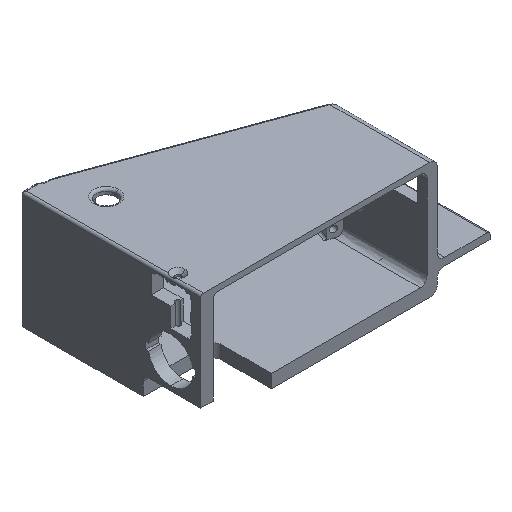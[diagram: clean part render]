
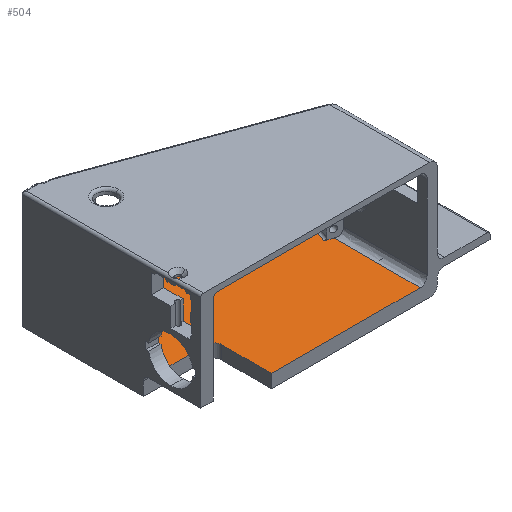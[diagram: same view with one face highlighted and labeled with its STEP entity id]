
A CAD part, isometric view. The second image highlights one B-rep face of the part: STEP entity #504.
In plain terms, the highlighted planar face has unit normal (0, 0, 1).
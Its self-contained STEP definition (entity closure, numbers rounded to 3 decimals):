
#150 = ORIENTED_EDGE ( 'NONE', *, *, #12943, .F. ) ;
#372 = CARTESIAN_POINT ( 'NONE',  ( 2., 21.5, 5.35 ) ) ;
#413 = LINE ( 'NONE', #6741, #1282 ) ;
#504 = ADVANCED_FACE ( 'NONE', ( #11287 ), #9301, .F. ) ;
#684 = ORIENTED_EDGE ( 'NONE', *, *, #9385, .F. ) ;
#802 = CARTESIAN_POINT ( 'NONE',  ( -9.39, 3.418, 5.35 ) ) ;
#803 = ORIENTED_EDGE ( 'NONE', *, *, #5424, .T. ) ;
#1172 = CARTESIAN_POINT ( 'NONE',  ( 23.5, 18.5, 5.35 ) ) ;
#1208 = EDGE_CURVE ( 'NONE', #13330, #8034, #7549, .T. ) ;
#1213 = VECTOR ( 'NONE', #8102, 1000. ) ;
#1266 = CARTESIAN_POINT ( 'NONE',  ( 82.473, 40.324, 5.35 ) ) ;
#1282 = VECTOR ( 'NONE', #4605, 1000. ) ;
#1323 = CARTESIAN_POINT ( 'NONE',  ( 15.583, 62.382, 5.35 ) ) ;
#1325 = DIRECTION ( 'NONE',  ( 0., 0., -1. ) ) ;
#1509 = EDGE_CURVE ( 'NONE', #10346, #3654, #2819, .T. ) ;
#1693 = VECTOR ( 'NONE', #6683, 1000. ) ;
#2036 = ORIENTED_EDGE ( 'NONE', *, *, #4176, .F. ) ;
#2148 = CARTESIAN_POINT ( 'NONE',  ( 83.306, 32.965, 5.35 ) ) ;
#2173 = EDGE_CURVE ( 'NONE', #7182, #13028, #10301, .T. ) ;
#2402 = ORIENTED_EDGE ( 'NONE', *, *, #8038, .F. ) ;
#2458 = LINE ( 'NONE', #11069, #3612 ) ;
#2468 = CARTESIAN_POINT ( 'NONE',  ( 83.306, -19.035, 5.35 ) ) ;
#2611 = VERTEX_POINT ( 'NONE', #2148 ) ;
#2636 = CARTESIAN_POINT ( 'NONE',  ( 9.585, 55.552, 5.35 ) ) ;
#2819 = LINE ( 'NONE', #3019, #12546 ) ;
#3019 = CARTESIAN_POINT ( 'NONE',  ( 15.583, 62.382, 5.35 ) ) ;
#3101 = EDGE_CURVE ( 'NONE', #3277, #13028, #5354, .T. ) ;
#3110 = LINE ( 'NONE', #3323, #5134 ) ;
#3111 = CARTESIAN_POINT ( 'NONE',  ( 80.205, 34.093, 5.35 ) ) ;
#3127 = DIRECTION ( 'NONE',  ( -1., 0., 0. ) ) ;
#3277 = VERTEX_POINT ( 'NONE', #4445 ) ;
#3315 = EDGE_CURVE ( 'NONE', #12963, #4521, #3110, .T. ) ;
#3323 = CARTESIAN_POINT ( 'NONE',  ( 23.5, 0., 5.35 ) ) ;
#3375 = AXIS2_PLACEMENT_3D ( 'NONE', #3413, #7496, #3127 ) ;
#3377 = LINE ( 'NONE', #7598, #8153 ) ;
#3413 = CARTESIAN_POINT ( 'NONE',  ( 10.2, 51.6, 5.35 ) ) ;
#3563 = DIRECTION ( 'NONE',  ( -0.94, 0.342, 0. ) ) ;
#3575 = DIRECTION ( 'NONE',  ( -1., 0., 0. ) ) ;
#3612 = VECTOR ( 'NONE', #6673, 1000. ) ;
#3654 = VERTEX_POINT ( 'NONE', #3729 ) ;
#3686 = CARTESIAN_POINT ( 'NONE',  ( 20.5, 18.5, 5.35 ) ) ;
#3729 = CARTESIAN_POINT ( 'NONE',  ( 16.318, 64.402, 5.35 ) ) ;
#3761 = VECTOR ( 'NONE', #3563, 1000. ) ;
#4021 = DIRECTION ( 'NONE',  ( 0.342, 0.94, 0. ) ) ;
#4036 = VERTEX_POINT ( 'NONE', #11505 ) ;
#4176 = EDGE_CURVE ( 'NONE', #4036, #5873, #2458, .T. ) ;
#4258 = EDGE_CURVE ( 'NONE', #2611, #13330, #7194, .T. ) ;
#4259 = CARTESIAN_POINT ( 'NONE',  ( 0., 0., 5.35 ) ) ;
#4314 = ORIENTED_EDGE ( 'NONE', *, *, #5874, .F. ) ;
#4384 = VECTOR ( 'NONE', #4446, 1000. ) ;
#4445 = CARTESIAN_POINT ( 'NONE',  ( 14.2, 51.6, 5.35 ) ) ;
#4446 = DIRECTION ( 'NONE',  ( 0.342, 0.94, 0. ) ) ;
#4521 = VERTEX_POINT ( 'NONE', #12928 ) ;
#4605 = DIRECTION ( 'NONE',  ( 0.342, 0.94, 0. ) ) ;
#5029 = ORIENTED_EDGE ( 'NONE', *, *, #3101, .T. ) ;
#5034 = CARTESIAN_POINT ( 'NONE',  ( 12.482, 63.51, 5.35 ) ) ;
#5134 = VECTOR ( 'NONE', #11616, 1000. ) ;
#5236 = VERTEX_POINT ( 'NONE', #9450 ) ;
#5354 = CIRCLE ( 'NONE', #3375, 4. ) ;
#5424 = EDGE_CURVE ( 'NONE', #8034, #3654, #6676, .T. ) ;
#5865 = EDGE_LOOP ( 'NONE', ( #12020, #11637, #2036, #4314, #7464, #150, #11109, #12756, #9938, #803, #6896, #2402, #684, #11048, #5029 ) ) ;
#5873 = VERTEX_POINT ( 'NONE', #11006 ) ;
#5874 = EDGE_CURVE ( 'NONE', #12963, #4036, #9736, .T. ) ;
#5889 = DIRECTION ( 'NONE',  ( 0., 0., 1. ) ) ;
#6221 = AXIS2_PLACEMENT_3D ( 'NONE', #13102, #1325, #3575 ) ;
#6673 = DIRECTION ( 'NONE',  ( -1., 0., 0. ) ) ;
#6676 = LINE ( 'NONE', #13026, #3761 ) ;
#6683 = DIRECTION ( 'NONE',  ( 0., 1., 0. ) ) ;
#6741 = CARTESIAN_POINT ( 'NONE',  ( -9.39, 3.418, 5.35 ) ) ;
#6896 = ORIENTED_EDGE ( 'NONE', *, *, #1509, .F. ) ;
#7036 = DIRECTION ( 'NONE',  ( 0.342, 0.94, 0. ) ) ;
#7182 = VERTEX_POINT ( 'NONE', #13007 ) ;
#7192 = VERTEX_POINT ( 'NONE', #2636 ) ;
#7194 = LINE ( 'NONE', #8310, #1213 ) ;
#7222 = DIRECTION ( 'NONE',  ( 0., 0., -1. ) ) ;
#7464 = ORIENTED_EDGE ( 'NONE', *, *, #3315, .T. ) ;
#7496 = DIRECTION ( 'NONE',  ( 0., 0., -1. ) ) ;
#7505 = CARTESIAN_POINT ( 'NONE',  ( 7.188, 48.967, 5.35 ) ) ;
#7549 = LINE ( 'NONE', #3111, #4384 ) ;
#7598 = CARTESIAN_POINT ( 'NONE',  ( 21.872, 60.093, 5.35 ) ) ;
#7610 = LINE ( 'NONE', #372, #13468 ) ;
#7721 = VERTEX_POINT ( 'NONE', #5034 ) ;
#7772 = VECTOR ( 'NONE', #8403, 1000. ) ;
#8034 = VERTEX_POINT ( 'NONE', #1266 ) ;
#8038 = EDGE_CURVE ( 'NONE', #7721, #10346, #3377, .T. ) ;
#8102 = DIRECTION ( 'NONE',  ( -0.94, 0.342, 0. ) ) ;
#8153 = VECTOR ( 'NONE', #11932, 1000. ) ;
#8310 = CARTESIAN_POINT ( 'NONE',  ( 20.34, 55.883, 5.35 ) ) ;
#8403 = DIRECTION ( 'NONE',  ( -1., 0., 0. ) ) ;
#9301 = PLANE ( 'NONE',  #10987 ) ;
#9315 = CIRCLE ( 'NONE', #6221, 4. ) ;
#9385 = EDGE_CURVE ( 'NONE', #7192, #7721, #413, .T. ) ;
#9450 = CARTESIAN_POINT ( 'NONE',  ( 83.306, -1.6, 5.35 ) ) ;
#9736 = CIRCLE ( 'NONE', #11246, 3. ) ;
#9938 = ORIENTED_EDGE ( 'NONE', *, *, #1208, .T. ) ;
#10109 = DIRECTION ( 'NONE',  ( -1., 0., 0. ) ) ;
#10301 = LINE ( 'NONE', #802, #11415 ) ;
#10346 = VERTEX_POINT ( 'NONE', #1323 ) ;
#10370 = EDGE_CURVE ( 'NONE', #5236, #2611, #10426, .T. ) ;
#10426 = LINE ( 'NONE', #2468, #1693 ) ;
#10757 = CARTESIAN_POINT ( 'NONE',  ( 80.205, 34.093, 5.35 ) ) ;
#10987 = AXIS2_PLACEMENT_3D ( 'NONE', #4259, #7222, #13505 ) ;
#11006 = CARTESIAN_POINT ( 'NONE',  ( 2., 21.5, 5.35 ) ) ;
#11048 = ORIENTED_EDGE ( 'NONE', *, *, #12897, .T. ) ;
#11069 = CARTESIAN_POINT ( 'NONE',  ( 0., 21.5, 5.35 ) ) ;
#11109 = ORIENTED_EDGE ( 'NONE', *, *, #10370, .T. ) ;
#11246 = AXIS2_PLACEMENT_3D ( 'NONE', #3686, #5889, #10109 ) ;
#11287 = FACE_OUTER_BOUND ( 'NONE', #5865, .T. ) ;
#11415 = VECTOR ( 'NONE', #4021, 1000. ) ;
#11478 = EDGE_CURVE ( 'NONE', #7182, #5873, #7610, .T. ) ;
#11505 = CARTESIAN_POINT ( 'NONE',  ( 20.5, 21.5, 5.35 ) ) ;
#11616 = DIRECTION ( 'NONE',  ( 0., -1., 0. ) ) ;
#11637 = ORIENTED_EDGE ( 'NONE', *, *, #11478, .T. ) ;
#11932 = DIRECTION ( 'NONE',  ( 0.94, -0.342, 0. ) ) ;
#11946 = DIRECTION ( 'NONE',  ( 0., -1., 0. ) ) ;
#12020 = ORIENTED_EDGE ( 'NONE', *, *, #2173, .F. ) ;
#12546 = VECTOR ( 'NONE', #7036, 1000. ) ;
#12603 = CARTESIAN_POINT ( 'NONE',  ( 83.306, -1.6, 5.35 ) ) ;
#12756 = ORIENTED_EDGE ( 'NONE', *, *, #4258, .T. ) ;
#12897 = EDGE_CURVE ( 'NONE', #7192, #3277, #9315, .T. ) ;
#12928 = CARTESIAN_POINT ( 'NONE',  ( 23.5, -1.6, 5.35 ) ) ;
#12943 = EDGE_CURVE ( 'NONE', #5236, #4521, #13646, .T. ) ;
#12963 = VERTEX_POINT ( 'NONE', #1172 ) ;
#13007 = CARTESIAN_POINT ( 'NONE',  ( 2., 34.713, 5.35 ) ) ;
#13026 = CARTESIAN_POINT ( 'NONE',  ( 22.607, 62.113, 5.35 ) ) ;
#13028 = VERTEX_POINT ( 'NONE', #7505 ) ;
#13102 = CARTESIAN_POINT ( 'NONE',  ( 10.2, 51.6, 5.35 ) ) ;
#13330 = VERTEX_POINT ( 'NONE', #10757 ) ;
#13468 = VECTOR ( 'NONE', #11946, 1000. ) ;
#13505 = DIRECTION ( 'NONE',  ( -1., 0., 0. ) ) ;
#13646 = LINE ( 'NONE', #12603, #7772 ) ;
